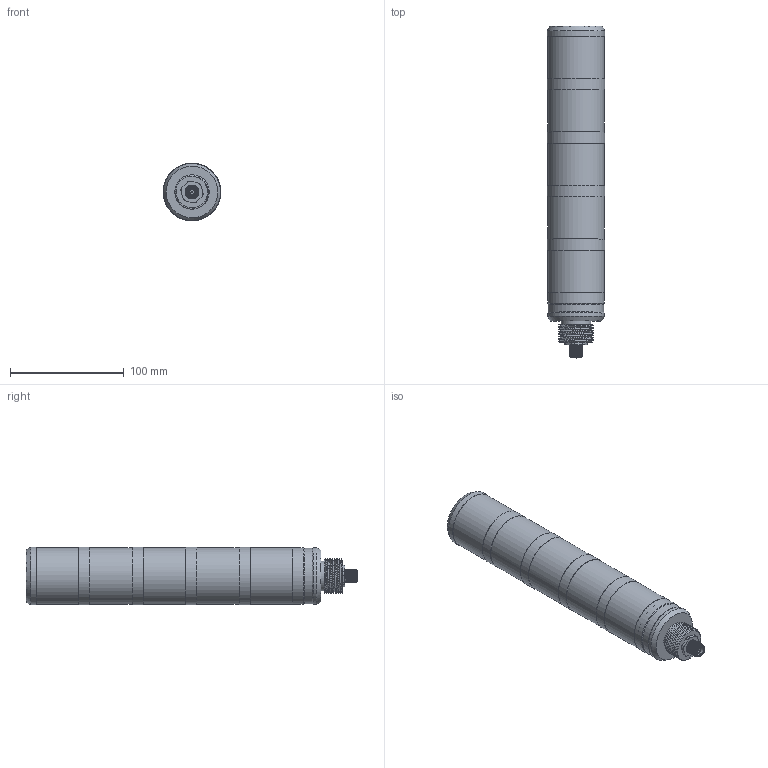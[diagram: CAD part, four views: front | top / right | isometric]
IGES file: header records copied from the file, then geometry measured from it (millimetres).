
Global section: file name: SBT-F-WBGYR-R50-5S-B8; native system: Autodesk Inventor 2021; preprocessor: unknown; author: S. Sandt; organization: di-soric GmbH & Co. KG; date: 20220120.083459; units: millimetre
Bounding box: 50.6 x 291.6 x 50.6 mm (x, y, z)
Volume: 158061.4 mm3; surface area: 110137.2 mm2
Topology: 22 solids, 22 shells, 196 faces, 478 edges, 360 vertices
Faces by surface type: bspline 196
